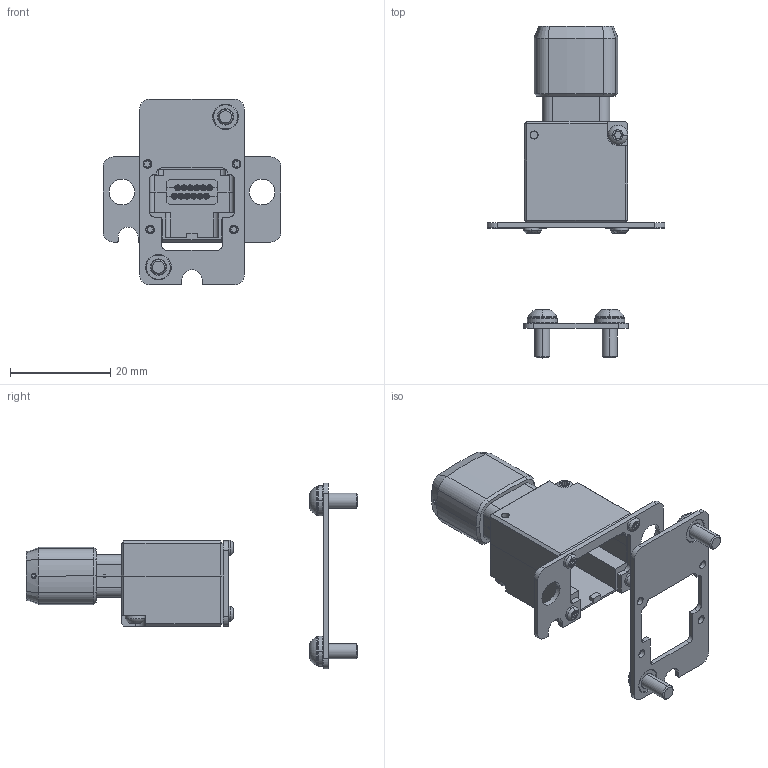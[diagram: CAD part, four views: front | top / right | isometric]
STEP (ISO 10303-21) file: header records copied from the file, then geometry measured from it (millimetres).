
FILE_DESCRIPTION (( 'STEP AP214' ), '1' );
FILE_NAME ('INGUN_116018.STEP', '2024-05-22T09:38:17', ( '' ), ( '' ), 'SwSTEP 2.0', 'SolidWorks 2021', '' );
FILE_SCHEMA (( 'AUTOMOTIVE_DESIGN' ));
Length unit declared in the file: millimetre
Products named in the file (1): INGUN_116018
Bounding box: 35.5 x 66.2 x 37 mm (x, y, z)
Volume: 8371.1 mm3; surface area: 7866 mm2
Topology: 23 solids, 23 shells, 984 faces, 2457 edges, 1462 vertices
Faces by surface type: cylinder 456, plane 276, cone 164, sphere 48, torus 40
Entity records: 39860 total; most frequent: DIRECTION 5459, CARTESIAN_POINT 4969, ORIENTED_EDGE 4714, EDGE_CURVE 2357, AXIS2_PLACEMENT_3D 2152, VERTEX_POINT 1462, CIRCLE 1167, LINE 1155
